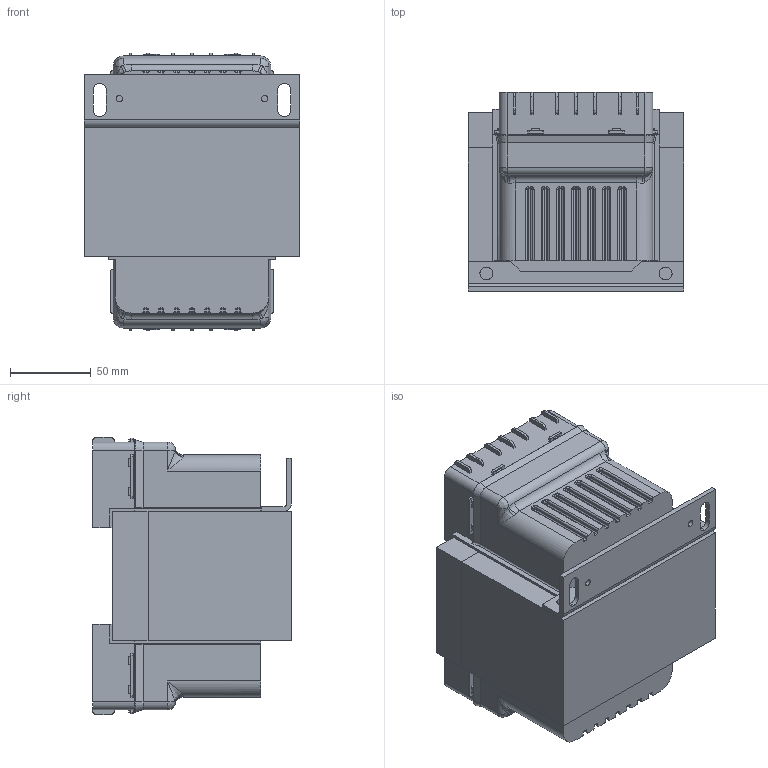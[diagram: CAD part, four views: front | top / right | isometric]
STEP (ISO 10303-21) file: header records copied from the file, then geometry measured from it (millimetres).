
FILE_DESCRIPTION (( 'STEP AP214' ), '1' );
FILE_NAME ('PH1000PG.step', '2017-08-15T17:51:38', ( '' ), ( '' ), 'SwSTEP 2.0', 'SolidWorks 2017', '' );
FILE_SCHEMA (( 'AUTOMOTIVE_DESIGN' ));
Length unit declared in the file: inch
Products named in the file (1): PH1000PG
Bounding box: 133.35 x 123.12 x 171.87 mm (x, y, z)
Volume: 1985544.4 mm3; surface area: 202187.4 mm2
Topology: 7 solids, 7 shells, 676 faces, 1786 edges, 1096 vertices
Faces by surface type: plane 390, cylinder 196, bspline 86, cone 4
Entity records: 22703 total; most frequent: CARTESIAN_POINT 6432, ORIENTED_EDGE 3500, DIRECTION 3144, EDGE_CURVE 1750, VECTOR 1266, LINE 1266, VERTEX_POINT 1096, AXIS2_PLACEMENT_3D 939
